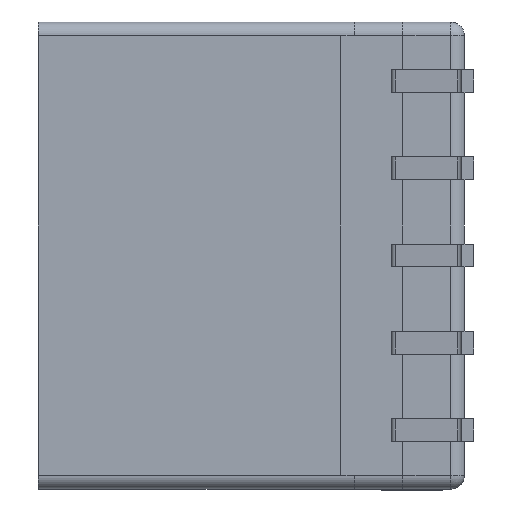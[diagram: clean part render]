
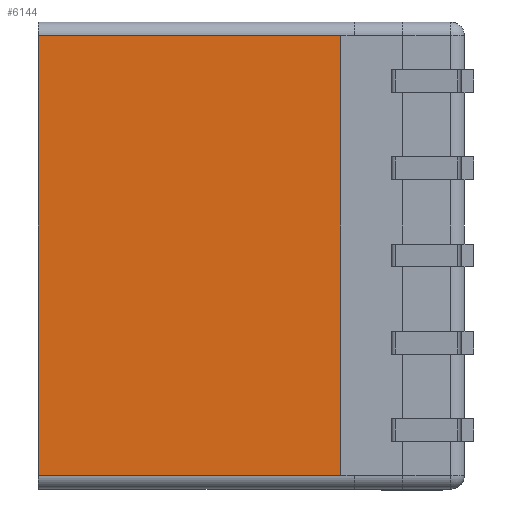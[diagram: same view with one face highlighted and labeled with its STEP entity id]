
A CAD part, left-side view. The second image highlights one B-rep face of the part: STEP entity #6144.
In plain terms, the highlighted face is planar.
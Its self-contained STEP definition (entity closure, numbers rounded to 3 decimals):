
#420=PLANE('',#6664);
#800=FACE_OUTER_BOUND('',#1149,.T.);
#1149=EDGE_LOOP('',(#5739,#5740,#5741,#5742));
#1780=LINE('',#10437,#2433);
#1786=LINE('',#10453,#2439);
#1790=LINE('',#10469,#2443);
#1802=LINE('',#10494,#2455);
#2433=VECTOR('',#8130,10.);
#2439=VECTOR('',#8146,10.);
#2443=VECTOR('',#8160,10.);
#2455=VECTOR('',#8190,10.);
#3136=VERTEX_POINT('',#10434);
#3137=VERTEX_POINT('',#10436);
#3142=VERTEX_POINT('',#10452);
#3149=VERTEX_POINT('',#10468);
#3987=EDGE_CURVE('',#3136,#3137,#1780,.T.);
#3995=EDGE_CURVE('',#3137,#3142,#1786,.T.);
#4003=EDGE_CURVE('',#3142,#3149,#1790,.T.);
#4016=EDGE_CURVE('',#3136,#3149,#1802,.T.);
#5739=ORIENTED_EDGE('',*,*,#3987,.F.);
#5740=ORIENTED_EDGE('',*,*,#4016,.T.);
#5741=ORIENTED_EDGE('',*,*,#4003,.F.);
#5742=ORIENTED_EDGE('',*,*,#3995,.F.);
#6144=ADVANCED_FACE('',(#800),#420,.T.);
#6664=AXIS2_PLACEMENT_3D('',#10495,#8191,#8192);
#8130=DIRECTION('',(0.,1.,0.));
#8146=DIRECTION('',(-1.,0.,0.));
#8160=DIRECTION('',(0.,-1.,0.));
#8190=DIRECTION('',(-1.,0.,0.));
#8191=DIRECTION('center_axis',(0.,0.,-1.));
#8192=DIRECTION('ref_axis',(1.,0.,0.));
#10434=CARTESIAN_POINT('',(4.8,-6.6,-5.1));
#10436=CARTESIAN_POINT('',(4.8,0.,-5.1));
#10437=CARTESIAN_POINT('',(4.8,0.,-5.1));
#10452=CARTESIAN_POINT('',(-4.8,0.,-5.1));
#10453=CARTESIAN_POINT('',(5.1,0.,-5.1));
#10468=CARTESIAN_POINT('',(-4.8,-6.6,-5.1));
#10469=CARTESIAN_POINT('',(-4.8,0.,-5.1));
#10494=CARTESIAN_POINT('',(-2.55,-6.6,-5.1));
#10495=CARTESIAN_POINT('Origin',(-5.1,0.,-5.1));
